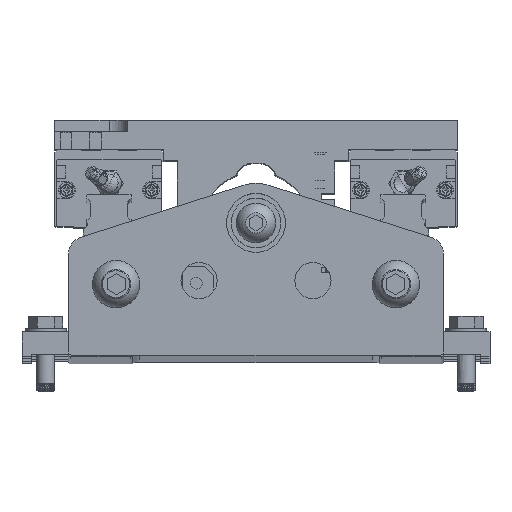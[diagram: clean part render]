
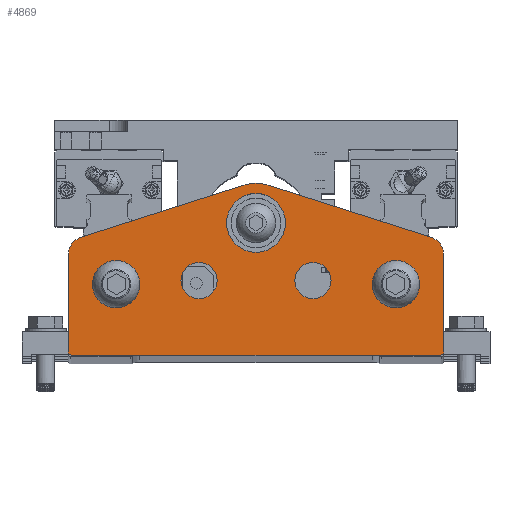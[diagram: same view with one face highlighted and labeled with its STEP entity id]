
A CAD part, top view. The second image highlights one B-rep face of the part: STEP entity #4869.
In plain terms, the highlighted planar face has unit normal (0, 0, 1).
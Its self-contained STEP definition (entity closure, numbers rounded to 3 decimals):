
#4869 = ADVANCED_FACE( '', ( #11140, #11141, #11142, #11143, #11144, #11145 ), #11146, .F. );
#11140 = FACE_BOUND( '', #18964, .T. );
#11141 = FACE_BOUND( '', #18965, .T. );
#11142 = FACE_BOUND( '', #18966, .T. );
#11143 = FACE_BOUND( '', #18967, .T. );
#11144 = FACE_OUTER_BOUND( '', #18968, .T. );
#11145 = FACE_BOUND( '', #18969, .T. );
#11146 = PLANE( '', #18970 );
#18964 = EDGE_LOOP( '', ( #33150 ) );
#18965 = EDGE_LOOP( '', ( #33151 ) );
#18966 = EDGE_LOOP( '', ( #33152 ) );
#18967 = EDGE_LOOP( '', ( #33153 ) );
#18968 = EDGE_LOOP( '', ( #33154, #33155, #33156, #33157, #33158, #33159, #33160, #33161, #33162, #33163 ) );
#18969 = EDGE_LOOP( '', ( #33164 ) );
#18970 = AXIS2_PLACEMENT_3D( '', #33165, #33166, #33167 );
#33150 = ORIENTED_EDGE( '', *, *, #49319, .F. );
#33151 = ORIENTED_EDGE( '', *, *, #49320, .T. );
#33152 = ORIENTED_EDGE( '', *, *, #44674, .F. );
#33153 = ORIENTED_EDGE( '', *, *, #49321, .T. );
#33154 = ORIENTED_EDGE( '', *, *, #46415, .F. );
#33155 = ORIENTED_EDGE( '', *, *, #49322, .T. );
#33156 = ORIENTED_EDGE( '', *, *, #49323, .F. );
#33157 = ORIENTED_EDGE( '', *, *, #49324, .T. );
#33158 = ORIENTED_EDGE( '', *, *, #49325, .F. );
#33159 = ORIENTED_EDGE( '', *, *, #47935, .F. );
#33160 = ORIENTED_EDGE( '', *, *, #48567, .F. );
#33161 = ORIENTED_EDGE( '', *, *, #49326, .F. );
#33162 = ORIENTED_EDGE( '', *, *, #47988, .F. );
#33163 = ORIENTED_EDGE( '', *, *, #49327, .F. );
#33164 = ORIENTED_EDGE( '', *, *, #49328, .F. );
#33165 = CARTESIAN_POINT( '', ( -75., 45., 963.25 ) );
#33166 = DIRECTION( '', ( 0., 0., -1. ) );
#33167 = DIRECTION( '', ( -0.304, 0.953, 0. ) );
#44674 = EDGE_CURVE( '', #53321, #53321, #53322, .T. );
#46415 = EDGE_CURVE( '', #56287, #56289, #56290, .T. );
#47935 = EDGE_CURVE( '', #58684, #58686, #58687, .T. );
#47988 = EDGE_CURVE( '', #58760, #58762, #58763, .T. );
#48567 = EDGE_CURVE( '', #59590, #58684, #59592, .T. );
#49319 = EDGE_CURVE( '', #60621, #60621, #60622, .F. );
#49320 = EDGE_CURVE( '', #60623, #60623, #60624, .T. );
#49321 = EDGE_CURVE( '', #60625, #60625, #60626, .T. );
#49322 = EDGE_CURVE( '', #56287, #60627, #60628, .F. );
#49323 = EDGE_CURVE( '', #60629, #60627, #60630, .T. );
#49324 = EDGE_CURVE( '', #60629, #60631, #60632, .F. );
#49325 = EDGE_CURVE( '', #58686, #60631, #60633, .T. );
#49326 = EDGE_CURVE( '', #58762, #59590, #60634, .T. );
#49327 = EDGE_CURVE( '', #56289, #58760, #60635, .T. );
#49328 = EDGE_CURVE( '', #60636, #60636, #60637, .F. );
#53321 = VERTEX_POINT( '', #65938 );
#53322 = CIRCLE( '', #65939, 8. );
#56287 = VERTEX_POINT( '', #70650 );
#56289 = VERTEX_POINT( '', #70653 );
#56290 = LINE( '', #70654, #70655 );
#58684 = VERTEX_POINT( '', #74856 );
#58686 = VERTEX_POINT( '', #74859 );
#58687 = CIRCLE( '', #74860, 8. );
#58760 = VERTEX_POINT( '', #74978 );
#58762 = VERTEX_POINT( '', #74981 );
#58763 = LINE( '', #74982, #74983 );
#59590 = VERTEX_POINT( '', #76303 );
#59592 = LINE( '', #76306, #76307 );
#60621 = VERTEX_POINT( '', #78103 );
#60622 = CIRCLE( '', #78104, 10.5 );
#60623 = VERTEX_POINT( '', #78105 );
#60624 = CIRCLE( '', #78106, 13. );
#60625 = VERTEX_POINT( '', #78107 );
#60626 = CIRCLE( '', #78108, 8. );
#60627 = VERTEX_POINT( '', #78109 );
#60628 = CIRCLE( '', #78110, 1.5 );
#60629 = VERTEX_POINT( '', #78111 );
#60630 = LINE( '', #78112, #78113 );
#60631 = VERTEX_POINT( '', #78114 );
#60632 = CIRCLE( '', #78115, 1.5 );
#60633 = LINE( '', #78116, #78117 );
#60634 = CIRCLE( '', #78118, 17.5 );
#60635 = CIRCLE( '', #78119, 8. );
#60636 = VERTEX_POINT( '', #78120 );
#60637 = CIRCLE( '', #78121, 10.5 );
#65938 = CARTESIAN_POINT( '', ( -33.2, 33.5, 963.25 ) );
#65939 = AXIS2_PLACEMENT_3D( '', #84143, #84144, #84145 );
#70650 = CARTESIAN_POINT( '', ( -83., 2., 963.25 ) );
#70653 = CARTESIAN_POINT( '', ( -83., 45., 963.25 ) );
#70654 = CARTESIAN_POINT( '', ( -83., 0.5, 963.25 ) );
#70655 = VECTOR( '', #86600, 1000. );
#74856 = CARTESIAN_POINT( '', ( 77.436, 52.62, 963.25 ) );
#74859 = CARTESIAN_POINT( '', ( 83., 45., 963.25 ) );
#74860 = AXIS2_PLACEMENT_3D( '', #88588, #88589, #88590 );
#74978 = CARTESIAN_POINT( '', ( -77.436, 52.62, 963.25 ) );
#74981 = CARTESIAN_POINT( '', ( -5.328, 75.669, 963.25 ) );
#74982 = CARTESIAN_POINT( '', ( -77.436, 52.62, 963.25 ) );
#74983 = VECTOR( '', #88648, 1000. );
#76303 = CARTESIAN_POINT( '', ( 5.328, 75.669, 963.25 ) );
#76306 = CARTESIAN_POINT( '', ( 5.328, 75.669, 963.25 ) );
#76307 = VECTOR( '', #89354, 1000. );
#78103 = CARTESIAN_POINT( '', ( 51.4, 31.9, 963.25 ) );
#78104 = AXIS2_PLACEMENT_3D( '', #90300, #90301, #90302 );
#78105 = CARTESIAN_POINT( '', ( 13., 59., 963.25 ) );
#78106 = AXIS2_PLACEMENT_3D( '', #90303, #90304, #90305 );
#78107 = CARTESIAN_POINT( '', ( 33.2, 33.5, 963.25 ) );
#78108 = AXIS2_PLACEMENT_3D( '', #90306, #90307, #90308 );
#78109 = CARTESIAN_POINT( '', ( -81.5, 0.5, 963.25 ) );
#78110 = AXIS2_PLACEMENT_3D( '', #90309, #90310, #90311 );
#78111 = CARTESIAN_POINT( '', ( 81.5, 0.5, 963.25 ) );
#78112 = CARTESIAN_POINT( '', ( 83., 0.5, 963.25 ) );
#78113 = VECTOR( '', #90312, 1000. );
#78114 = CARTESIAN_POINT( '', ( 83., 2., 963.25 ) );
#78115 = AXIS2_PLACEMENT_3D( '', #90313, #90314, #90315 );
#78116 = CARTESIAN_POINT( '', ( 83., 45., 963.25 ) );
#78117 = VECTOR( '', #90316, 1000. );
#78118 = AXIS2_PLACEMENT_3D( '', #90317, #90318, #90319 );
#78119 = AXIS2_PLACEMENT_3D( '', #90320, #90321, #90322 );
#78120 = CARTESIAN_POINT( '', ( -72.4, 31.9, 963.25 ) );
#78121 = AXIS2_PLACEMENT_3D( '', #90323, #90324, #90325 );
#84143 = CARTESIAN_POINT( '', ( -25.2, 33.5, 963.25 ) );
#84144 = DIRECTION( '', ( 0., 0., 1. ) );
#84145 = DIRECTION( '', ( -1., 0., 0. ) );
#86600 = DIRECTION( '', ( 0., 1., 0. ) );
#88588 = CARTESIAN_POINT( '', ( 75., 45., 963.25 ) );
#88589 = DIRECTION( '', ( 0., 0., -1. ) );
#88590 = DIRECTION( '', ( 1., 0., 0. ) );
#88648 = DIRECTION( '', ( 0.953, 0.304, 0. ) );
#89354 = DIRECTION( '', ( 0.953, -0.304, 0. ) );
#90300 = CARTESIAN_POINT( '', ( 61.9, 31.9, 963.25 ) );
#90301 = DIRECTION( '', ( 0., 0., -1. ) );
#90302 = DIRECTION( '', ( -1., 0., 0. ) );
#90303 = CARTESIAN_POINT( '', ( 0., 59., 963.25 ) );
#90304 = DIRECTION( '', ( 0., 0., -1. ) );
#90305 = DIRECTION( '', ( 1., 0., 0. ) );
#90306 = CARTESIAN_POINT( '', ( 25.2, 33.5, 963.25 ) );
#90307 = DIRECTION( '', ( 0., 0., -1. ) );
#90308 = DIRECTION( '', ( 1., 0., 0. ) );
#90309 = CARTESIAN_POINT( '', ( -81.5, 2., 963.25 ) );
#90310 = DIRECTION( '', ( 0., 0., -1. ) );
#90311 = DIRECTION( '', ( -1., 0., 0. ) );
#90312 = DIRECTION( '', ( -1., 0., 0. ) );
#90313 = CARTESIAN_POINT( '', ( 81.5, 2., 963.25 ) );
#90314 = DIRECTION( '', ( 0., 0., -1. ) );
#90315 = DIRECTION( '', ( -1., 0., 0. ) );
#90316 = DIRECTION( '', ( 0., -1., 0. ) );
#90317 = CARTESIAN_POINT( '', ( 0., 59., 963.25 ) );
#90318 = DIRECTION( '', ( 0., 0., -1. ) );
#90319 = DIRECTION( '', ( 1., 0., 0. ) );
#90320 = CARTESIAN_POINT( '', ( -75., 45., 963.25 ) );
#90321 = DIRECTION( '', ( 0., 0., -1. ) );
#90322 = DIRECTION( '', ( -1., 0., 0. ) );
#90323 = CARTESIAN_POINT( '', ( -61.9, 31.9, 963.25 ) );
#90324 = DIRECTION( '', ( 0., 0., -1. ) );
#90325 = DIRECTION( '', ( -1., 0., 0. ) );
